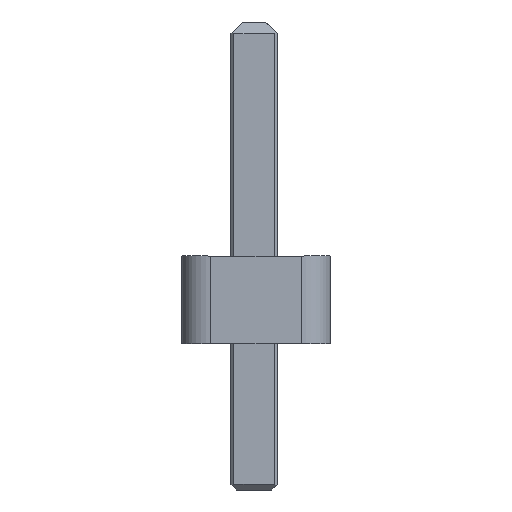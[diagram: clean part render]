
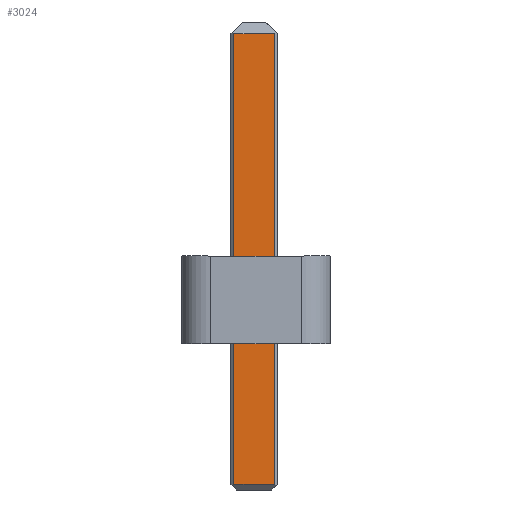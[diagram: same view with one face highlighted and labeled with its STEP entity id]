
A CAD part, left-side view. The second image highlights one B-rep face of the part: STEP entity #3024.
In plain terms, the highlighted planar face has unit normal (-1, 0, 0).
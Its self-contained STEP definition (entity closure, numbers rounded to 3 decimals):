
#244=FACE_OUTER_BOUND('',#414,.T.);
#414=EDGE_LOOP('',(#2617,#2618,#2619,#2620));
#722=LINE('',#4749,#1102);
#750=LINE('',#4804,#1130);
#756=LINE('',#4817,#1136);
#762=LINE('',#4828,#1142);
#1102=VECTOR('',#3906,10.);
#1130=VECTOR('',#3948,10.);
#1136=VECTOR('',#3960,10.);
#1142=VECTOR('',#3970,10.);
#1414=VERTEX_POINT('',#4746);
#1415=VERTEX_POINT('',#4748);
#1435=VERTEX_POINT('',#4802);
#1439=VERTEX_POINT('',#4816);
#1802=EDGE_CURVE('',#1414,#1415,#722,.T.);
#1830=EDGE_CURVE('',#1435,#1414,#750,.T.);
#1836=EDGE_CURVE('',#1415,#1439,#756,.T.);
#1842=EDGE_CURVE('',#1439,#1435,#762,.T.);
#2617=ORIENTED_EDGE('',*,*,#1802,.F.);
#2618=ORIENTED_EDGE('',*,*,#1830,.F.);
#2619=ORIENTED_EDGE('',*,*,#1842,.F.);
#2620=ORIENTED_EDGE('',*,*,#1836,.F.);
#2859=PLANE('',#3253);
#3024=ADVANCED_FACE('',(#244),#2859,.T.);
#3253=AXIS2_PLACEMENT_3D('',#4832,#3973,#3974);
#3906=DIRECTION('',(0.,1.,0.));
#3948=DIRECTION('',(0.,0.,-1.));
#3960=DIRECTION('',(0.,0.,1.));
#3970=DIRECTION('',(0.,-1.,0.));
#3973=DIRECTION('center_axis',(-1.,0.,0.));
#3974=DIRECTION('ref_axis',(0.,0.,1.));
#4746=CARTESIAN_POINT('',(-5.45,-0.32,-2.4));
#4748=CARTESIAN_POINT('',(-5.45,0.38,-2.4));
#4749=CARTESIAN_POINT('',(-5.45,-0.32,-2.4));
#4802=CARTESIAN_POINT('',(-5.45,-0.32,5.3));
#4804=CARTESIAN_POINT('',(-5.45,-0.32,5.3));
#4816=CARTESIAN_POINT('',(-5.45,0.38,5.3));
#4817=CARTESIAN_POINT('',(-5.45,0.38,-2.4));
#4828=CARTESIAN_POINT('',(-5.45,0.38,5.3));
#4832=CARTESIAN_POINT('Origin',(-5.45,0.03,-2.41));
